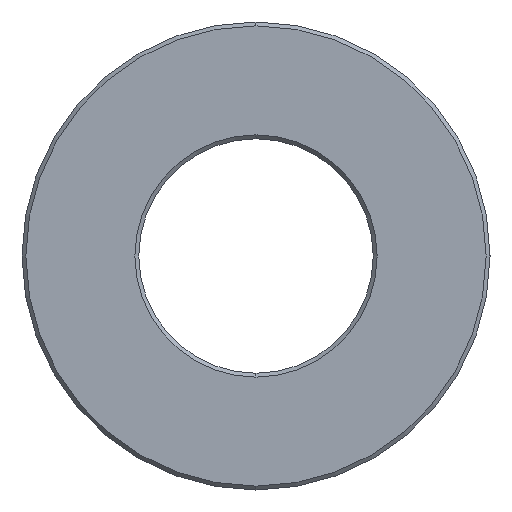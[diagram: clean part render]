
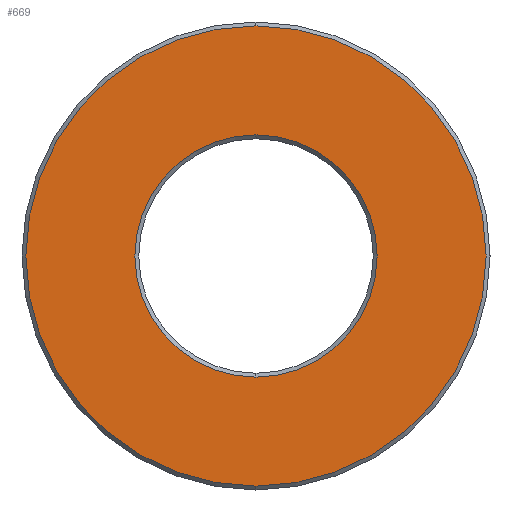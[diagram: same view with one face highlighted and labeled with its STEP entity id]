
A CAD part, left-side view. The second image highlights one B-rep face of the part: STEP entity #669.
In plain terms, the highlighted planar face has unit normal (-1, 0, 0).
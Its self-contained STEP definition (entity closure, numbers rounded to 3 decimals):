
#7 = AXIS2_PLACEMENT_3D ( 'NONE', #639, #122, #414 ) ;
#14 = ORIENTED_EDGE ( 'NONE', *, *, #95, .T. ) ;
#28 = CARTESIAN_POINT ( 'NONE',  ( -6., 0., 0. ) ) ;
#84 = DIRECTION ( 'NONE',  ( 0., 0., -1. ) ) ;
#91 = DIRECTION ( 'NONE',  ( 0., 0., -1. ) ) ;
#95 = EDGE_CURVE ( 'NONE', #345, #735, #374, .T. ) ;
#108 = VERTEX_POINT ( 'NONE', #655 ) ;
#110 = EDGE_CURVE ( 'NONE', #422, #108, #604, .T. ) ;
#114 = AXIS2_PLACEMENT_3D ( 'NONE', #219, #729, #555 ) ;
#118 = AXIS2_PLACEMENT_3D ( 'NONE', #611, #142, #91 ) ;
#122 = DIRECTION ( 'NONE',  ( -1., 0., 0. ) ) ;
#142 = DIRECTION ( 'NONE',  ( 1., 0., 0. ) ) ;
#219 = CARTESIAN_POINT ( 'NONE',  ( -6., 0., 0. ) ) ;
#238 = EDGE_CURVE ( 'NONE', #735, #345, #398, .T. ) ;
#274 = ORIENTED_EDGE ( 'NONE', *, *, #544, .T. ) ;
#307 = CARTESIAN_POINT ( 'NONE',  ( -6., 0., -6. ) ) ;
#312 = CARTESIAN_POINT ( 'NONE',  ( -6., 0., -3.105 ) ) ;
#315 = DIRECTION ( 'NONE',  ( 0., 0., -1. ) ) ;
#345 = VERTEX_POINT ( 'NONE', #404 ) ;
#374 = CIRCLE ( 'NONE', #118, 3.105 ) ;
#397 = FACE_BOUND ( 'NONE', #551, .T. ) ;
#398 = CIRCLE ( 'NONE', #114, 3.105 ) ;
#404 = CARTESIAN_POINT ( 'NONE',  ( -6., 0., 3.105 ) ) ;
#414 = DIRECTION ( 'NONE',  ( 0., 0., -1. ) ) ;
#418 = CIRCLE ( 'NONE', #7, 5.9 ) ;
#422 = VERTEX_POINT ( 'NONE', #519 ) ;
#488 = DIRECTION ( 'NONE',  ( 1., 0., 0. ) ) ;
#504 = EDGE_LOOP ( 'NONE', ( #582, #274 ) ) ;
#519 = CARTESIAN_POINT ( 'NONE',  ( -6., 0., -5.9 ) ) ;
#536 = ORIENTED_EDGE ( 'NONE', *, *, #238, .T. ) ;
#543 = DIRECTION ( 'NONE',  ( -1., 0., 0. ) ) ;
#544 = EDGE_CURVE ( 'NONE', #108, #422, #418, .T. ) ;
#551 = EDGE_LOOP ( 'NONE', ( #14, #536 ) ) ;
#555 = DIRECTION ( 'NONE',  ( 0., 0., -1. ) ) ;
#577 = FACE_OUTER_BOUND ( 'NONE', #504, .T. ) ;
#582 = ORIENTED_EDGE ( 'NONE', *, *, #110, .T. ) ;
#604 = CIRCLE ( 'NONE', #671, 5.9 ) ;
#611 = CARTESIAN_POINT ( 'NONE',  ( -6., 0., 0. ) ) ;
#639 = CARTESIAN_POINT ( 'NONE',  ( -6., 0., 0. ) ) ;
#655 = CARTESIAN_POINT ( 'NONE',  ( -6., 0., 5.9 ) ) ;
#669 = ADVANCED_FACE ( 'NONE', ( #577, #397 ), #711, .F. ) ;
#671 = AXIS2_PLACEMENT_3D ( 'NONE', #28, #543, #315 ) ;
#691 = AXIS2_PLACEMENT_3D ( 'NONE', #307, #488, #84 ) ;
#711 = PLANE ( 'NONE',  #691 ) ;
#729 = DIRECTION ( 'NONE',  ( 1., 0., 0. ) ) ;
#735 = VERTEX_POINT ( 'NONE', #312 ) ;
